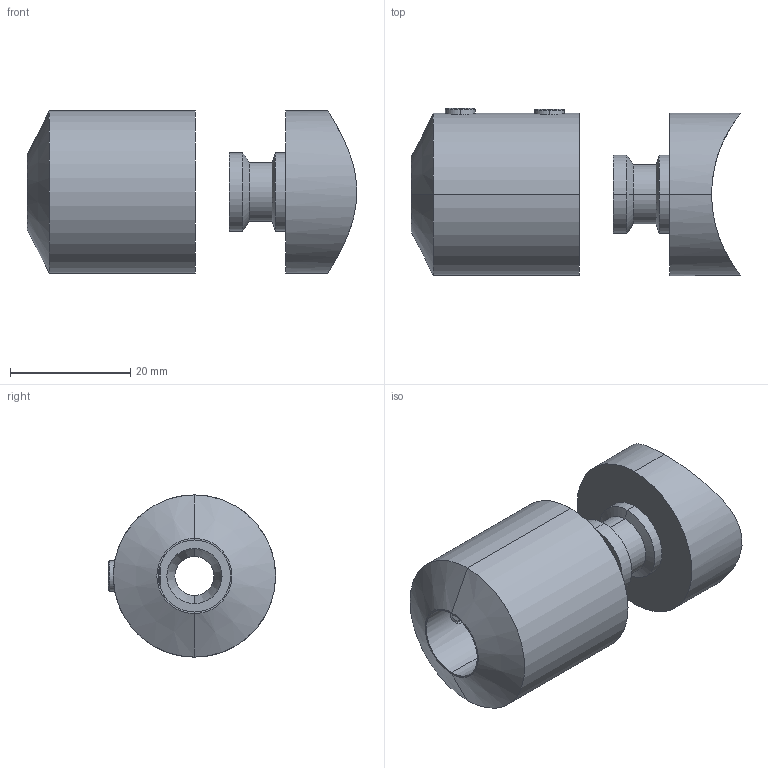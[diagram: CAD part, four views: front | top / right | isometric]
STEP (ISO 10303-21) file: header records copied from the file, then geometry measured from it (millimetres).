
FILE_DESCRIPTION (( 'STEP AP203' ), '1' );
FILE_NAME ('3D_GT3544_42.4 x12_188734960.STEP', '2024-10-22T07:12:16', ( '' ), ( '' ), 'SwSTEP 2.0', 'SolidWorks 2023', '' );
FILE_SCHEMA (( 'CONFIG_CONTROL_DESIGN' ));
Length unit declared in the file: millimetre
Products named in the file (1): 3D_GT3544_42.4 x12_188734960
Bounding box: 54.84 x 27.81 x 27 mm (x, y, z)
Volume: 15370.8 mm3; surface area: 7526 mm2
Topology: 4 solids, 4 shells, 71 faces, 152 edges, 94 vertices
Faces by surface type: cylinder 27, plane 24, cone 12, bspline 4, torus 4
Entity records: 5451 total; most frequent: CARTESIAN_POINT 3832, DIRECTION 322, ORIENTED_EDGE 304, EDGE_CURVE 152, AXIS2_PLACEMENT_3D 124, VERTEX_POINT 94, EDGE_LOOP 84, LINE 74
